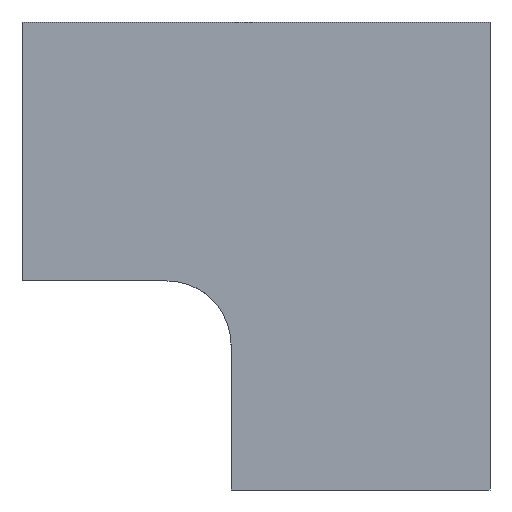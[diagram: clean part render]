
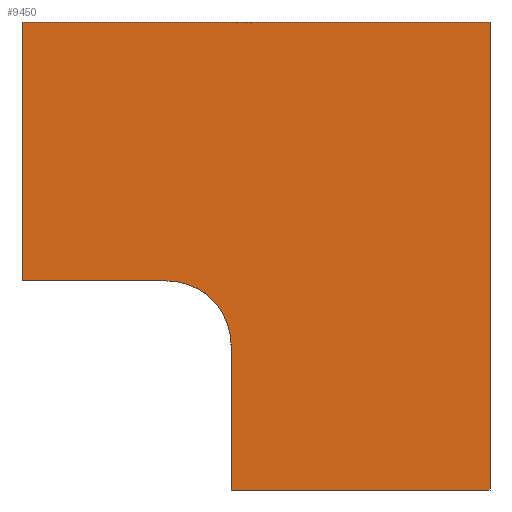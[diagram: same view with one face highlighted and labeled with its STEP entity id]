
A CAD part, left-side view. The second image highlights one B-rep face of the part: STEP entity #9450.
In plain terms, the highlighted planar face has unit normal (-1, 0, -0.018).
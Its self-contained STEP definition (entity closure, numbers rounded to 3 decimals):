
#282 = DIRECTION ( 'NONE',  ( 0., -1., 0. ) ) ;
#382 = EDGE_LOOP ( 'NONE', ( #4875, #4156, #6120, #9357, #945, #476, #10153 ) ) ;
#476 = ORIENTED_EDGE ( 'NONE', *, *, #9905, .F. ) ;
#623 = VERTEX_POINT ( 'NONE', #2188 ) ;
#744 = EDGE_CURVE ( 'NONE', #623, #7351, #5343, .T. ) ;
#945 = ORIENTED_EDGE ( 'NONE', *, *, #6535, .T. ) ;
#963 = CARTESIAN_POINT ( 'NONE',  ( -8.654, 19.7, -10.9 ) ) ;
#1106 = VECTOR ( 'NONE', #282, 1000. ) ;
#1422 = VERTEX_POINT ( 'NONE', #963 ) ;
#1456 = VECTOR ( 'NONE', #4758, 1000. ) ;
#1564 = LINE ( 'NONE', #4364, #5803 ) ;
#1667 = CARTESIAN_POINT ( 'NONE',  ( -8.654, 12.018, -10.9 ) ) ;
#1683 = AXIS2_PLACEMENT_3D ( 'NONE', #9257, #10052, #5313 ) ;
#1857 = CARTESIAN_POINT ( 'NONE',  ( -8.844, 0., 0. ) ) ;
#2188 = CARTESIAN_POINT ( 'NONE',  ( -8.844, 19.7, 0. ) ) ;
#2449 = LINE ( 'NONE', #4062, #4833 ) ;
#2618 = EDGE_CURVE ( 'NONE', #4468, #1422, #8565, .T. ) ;
#3264 = CARTESIAN_POINT ( 'NONE',  ( -8.634, 10.9, -12.018 ) ) ;
#3424 = EDGE_CURVE ( 'NONE', #9921, #10044, #7812, .T. ) ;
#3449 = FACE_OUTER_BOUND ( 'NONE', #382, .T. ) ;
#4062 = CARTESIAN_POINT ( 'NONE',  ( -8.5, 0., -19.7 ) ) ;
#4156 = ORIENTED_EDGE ( 'NONE', *, *, #744, .F. ) ;
#4334 = VECTOR ( 'NONE', #10108, 1000. ) ;
#4364 = CARTESIAN_POINT ( 'NONE',  ( -8.5, 10.9, -19.7 ) ) ;
#4468 = VERTEX_POINT ( 'NONE', #7558 ) ;
#4758 = DIRECTION ( 'NONE',  ( 0., 1., 0. ) ) ;
#4833 = VECTOR ( 'NONE', #4870, 1000. ) ;
#4870 = DIRECTION ( 'NONE',  ( 0.017, 0., -1. ) ) ;
#4875 = ORIENTED_EDGE ( 'NONE', *, *, #8892, .F. ) ;
#4940 = CARTESIAN_POINT ( 'NONE',  ( -8.606, 10.9, -13.6 ) ) ;
#5313 = DIRECTION ( 'NONE',  ( -0.017, 0., 1. ) ) ;
#5343 = LINE ( 'NONE', #1857, #1106 ) ;
#5727 = CARTESIAN_POINT ( 'NONE',  ( -8.5, 19.7, -19.7 ) ) ;
#5803 = VECTOR ( 'NONE', #9907, 1000. ) ;
#6120 = ORIENTED_EDGE ( 'NONE', *, *, #8999, .F. ) ;
#6394 = VERTEX_POINT ( 'NONE', #4940 ) ;
#6535 = EDGE_CURVE ( 'NONE', #4468, #6394, #7858, .T. ) ;
#6597 = DIRECTION ( 'NONE',  ( -0.017, 0., 1. ) ) ;
#7255 = CARTESIAN_POINT ( 'NONE',  ( -8.654, 13.6, -10.9 ) ) ;
#7351 = VERTEX_POINT ( 'NONE', #9139 ) ;
#7558 = CARTESIAN_POINT ( 'NONE',  ( -8.654, 13.6, -10.9 ) ) ;
#7812 = LINE ( 'NONE', #7914, #1456 ) ;
#7858 =( BOUNDED_CURVE ( )  B_SPLINE_CURVE ( 3, ( #7255, #1667, #3264, #8842 ),
 .UNSPECIFIED., .F., .F. ) 
 B_SPLINE_CURVE_WITH_KNOTS ( ( 4, 4 ),
 ( 3.142, 4.712 ),
 .UNSPECIFIED. ) 
 CURVE ( )  GEOMETRIC_REPRESENTATION_ITEM ( )  RATIONAL_B_SPLINE_CURVE ( ( 1., 0.805, 0.805, 1. ) ) 
 REPRESENTATION_ITEM ( '' )  );
#7914 = CARTESIAN_POINT ( 'NONE',  ( -8.5, 0., -19.7 ) ) ;
#8062 = LINE ( 'NONE', #5727, #10139 ) ;
#8473 = PLANE ( 'NONE',  #1683 ) ;
#8496 = CARTESIAN_POINT ( 'NONE',  ( -8.5, 10.9, -19.7 ) ) ;
#8535 = CARTESIAN_POINT ( 'NONE',  ( -8.654, 0., -10.9 ) ) ;
#8565 = LINE ( 'NONE', #8535, #4334 ) ;
#8842 = CARTESIAN_POINT ( 'NONE',  ( -8.606, 10.9, -13.6 ) ) ;
#8892 = EDGE_CURVE ( 'NONE', #7351, #9921, #2449, .T. ) ;
#8999 = EDGE_CURVE ( 'NONE', #1422, #623, #8062, .T. ) ;
#9122 = CARTESIAN_POINT ( 'NONE',  ( -8.5, 0., -19.7 ) ) ;
#9139 = CARTESIAN_POINT ( 'NONE',  ( -8.844, 0., 0. ) ) ;
#9257 = CARTESIAN_POINT ( 'NONE',  ( -8.5, 0., -19.7 ) ) ;
#9357 = ORIENTED_EDGE ( 'NONE', *, *, #2618, .F. ) ;
#9450 = ADVANCED_FACE ( 'NONE', ( #3449 ), #8473, .T. ) ;
#9905 = EDGE_CURVE ( 'NONE', #10044, #6394, #1564, .T. ) ;
#9907 = DIRECTION ( 'NONE',  ( -0.017, 0., 1. ) ) ;
#9921 = VERTEX_POINT ( 'NONE', #9122 ) ;
#10044 = VERTEX_POINT ( 'NONE', #8496 ) ;
#10052 = DIRECTION ( 'NONE',  ( -1., 0., -0.017 ) ) ;
#10108 = DIRECTION ( 'NONE',  ( 0., 1., 0. ) ) ;
#10139 = VECTOR ( 'NONE', #6597, 1000. ) ;
#10153 = ORIENTED_EDGE ( 'NONE', *, *, #3424, .F. ) ;
